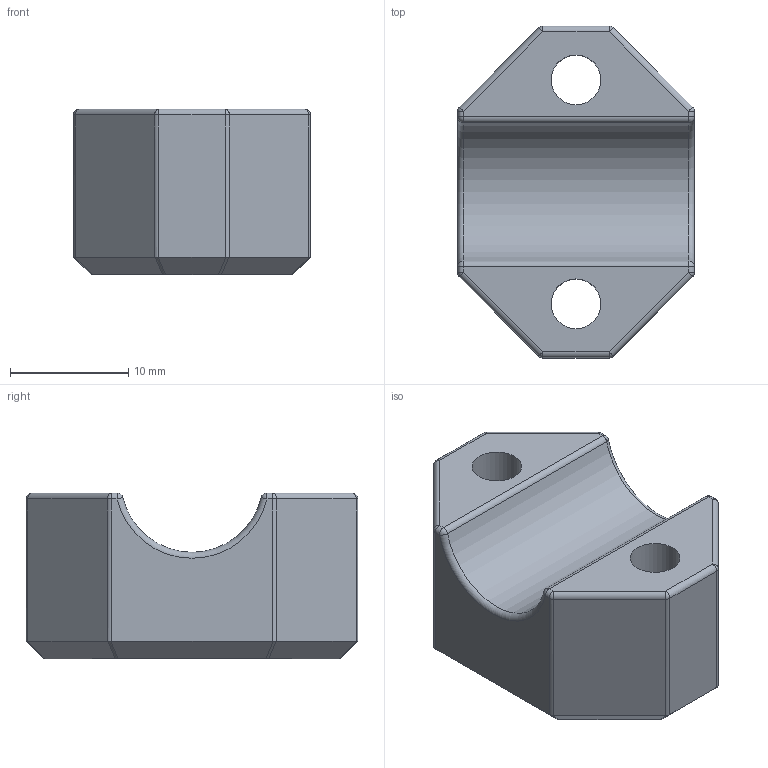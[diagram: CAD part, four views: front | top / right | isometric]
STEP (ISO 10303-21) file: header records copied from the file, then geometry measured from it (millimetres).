
FILE_DESCRIPTION(/* description */ (''),/* implementation_level */ '2;1');
FILE_NAME(/* name */ 'GPS_CLAMP_HIGH.step',/* time_stamp */ '2025-08-25T19:40:34+02:00',/* author */ (''),/* organization */ (''),/* preprocessor_version */ 'ST-DEVELOPER v20.1',/* originating_system */ 'Autodesk Translation Framework v14.10.0.0',/* authorisation */ '');
FILE_SCHEMA (('AUTOMOTIVE_DESIGN { 1 0 10303 214 3 1 1 }'));
Length unit declared in the file: millimetre
Products named in the file (1): GPS_CLAMP_HIGH
Bounding box: 20 x 28 x 14 mm (x, y, z)
Volume: 5095.5 mm3; surface area: 2263.4 mm2
Topology: 1 solids, 1 shells, 64 faces, 150 edges, 88 vertices
Faces by surface type: cylinder 31, plane 19, sphere 12, torus 2
Full cylindrical faces by diameter (mm): 4.2 x2
Entity records: 1863 total; most frequent: DIRECTION 356, CARTESIAN_POINT 303, ORIENTED_EDGE 300, EDGE_CURVE 150, AXIS2_PLACEMENT_3D 141, VERTEX_POINT 88, LINE 74, VECTOR 74
